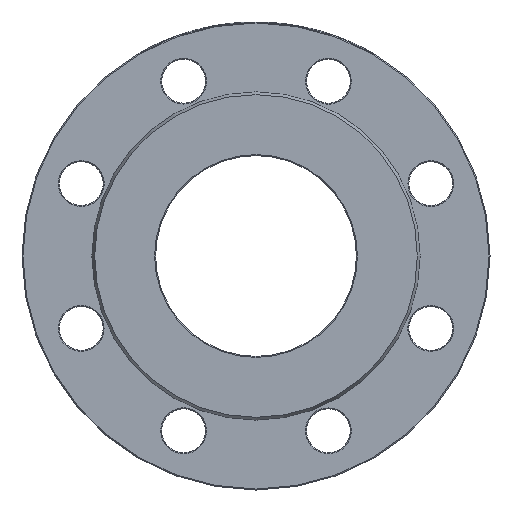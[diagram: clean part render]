
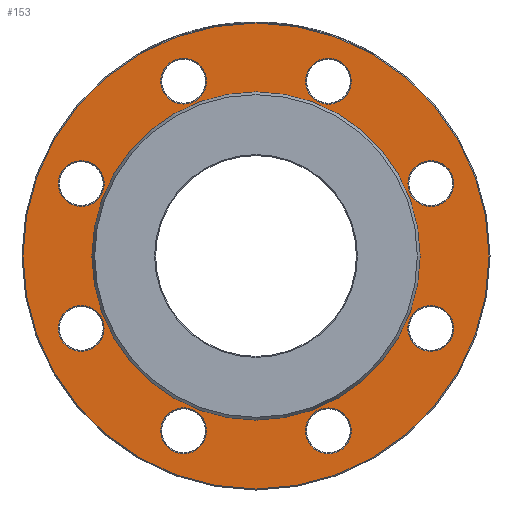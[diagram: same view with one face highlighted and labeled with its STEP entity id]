
A CAD part, left-side view. The second image highlights one B-rep face of the part: STEP entity #153.
In plain terms, the highlighted planar face has unit normal (-1, 0, 0).
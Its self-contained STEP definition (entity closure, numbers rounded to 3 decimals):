
#152 = FACE_BOUND ( 'NONE', #6525, .T. ) ;
#153 = ADVANCED_FACE ( 'NONE', ( #6889, #888, #7571, #2966, #2174, #2340, #1506, #152, #5643, #4857 ), #4197, .F. ) ;
#236 = CIRCLE ( 'NONE', #4731, 11.5 ) ;
#343 = VERTEX_POINT ( 'NONE', #2273 ) ;
#388 = CARTESIAN_POINT ( 'NONE',  ( 3., -47.855, -87.769 ) ) ;
#395 = DIRECTION ( 'NONE',  ( 0., 0.707, 0.707 ) ) ;
#422 = DIRECTION ( 'NONE',  ( 1., 0., 0. ) ) ;
#488 = CARTESIAN_POINT ( 'NONE',  ( 3., -87.769, -36.355 ) ) ;
#489 = EDGE_CURVE ( 'NONE', #2232, #2232, #5147, .T. ) ;
#594 = CIRCLE ( 'NONE', #5093, 11.5 ) ;
#604 = VERTEX_POINT ( 'NONE', #7766 ) ;
#679 = CIRCLE ( 'NONE', #4192, 11.5 ) ;
#740 = DIRECTION ( 'NONE',  ( 1., 0., 0. ) ) ;
#808 = AXIS2_PLACEMENT_3D ( 'NONE', #1186, #6780, #4795 ) ;
#863 = CARTESIAN_POINT ( 'NONE',  ( 3., 0., 82.399 ) ) ;
#888 = FACE_BOUND ( 'NONE', #4589, .T. ) ;
#968 = EDGE_CURVE ( 'NONE', #3604, #3604, #236, .T. ) ;
#1023 = EDGE_LOOP ( 'NONE', ( #7224 ) ) ;
#1100 = DIRECTION ( 'NONE',  ( 0., 0., 1. ) ) ;
#1157 = CARTESIAN_POINT ( 'NONE',  ( 3., -36.355, -87.769 ) ) ;
#1170 = VERTEX_POINT ( 'NONE', #1914 ) ;
#1186 = CARTESIAN_POINT ( 'NONE',  ( 3., 87.769, -36.355 ) ) ;
#1324 = EDGE_LOOP ( 'NONE', ( #2479 ) ) ;
#1340 = AXIS2_PLACEMENT_3D ( 'NONE', #2453, #6461, #3242 ) ;
#1355 = ORIENTED_EDGE ( 'NONE', *, *, #2842, .T. ) ;
#1496 = EDGE_LOOP ( 'NONE', ( #2883 ) ) ;
#1506 = FACE_BOUND ( 'NONE', #1023, .T. ) ;
#1522 = VERTEX_POINT ( 'NONE', #863 ) ;
#1579 = ORIENTED_EDGE ( 'NONE', *, *, #5671, .F. ) ;
#1655 = CARTESIAN_POINT ( 'NONE',  ( 3., -87.769, 47.855 ) ) ;
#1692 = DIRECTION ( 'NONE',  ( 0., 0., 1. ) ) ;
#1914 = CARTESIAN_POINT ( 'NONE',  ( 3., -28.223, 95.9 ) ) ;
#2067 = DIRECTION ( 'NONE',  ( 0., 1., 0. ) ) ;
#2143 = DIRECTION ( 'NONE',  ( 0., -0.707, -0.707 ) ) ;
#2174 = FACE_BOUND ( 'NONE', #4286, .T. ) ;
#2215 = DIRECTION ( 'NONE',  ( 0., 0., -1. ) ) ;
#2224 = CIRCLE ( 'NONE', #808, 11.5 ) ;
#2232 = VERTEX_POINT ( 'NONE', #1655 ) ;
#2273 = CARTESIAN_POINT ( 'NONE',  ( 3., 0., -117. ) ) ;
#2340 = FACE_BOUND ( 'NONE', #1496, .T. ) ;
#2363 = CARTESIAN_POINT ( 'NONE',  ( 3., 0., 0. ) ) ;
#2373 = AXIS2_PLACEMENT_3D ( 'NONE', #2363, #7117, #4440 ) ;
#2378 = ORIENTED_EDGE ( 'NONE', *, *, #5891, .T. ) ;
#2453 = CARTESIAN_POINT ( 'NONE',  ( 3., 87.769, 36.355 ) ) ;
#2479 = ORIENTED_EDGE ( 'NONE', *, *, #3508, .T. ) ;
#2566 = EDGE_LOOP ( 'NONE', ( #2378 ) ) ;
#2793 = CIRCLE ( 'NONE', #4335, 82.399 ) ;
#2842 = EDGE_CURVE ( 'NONE', #8209, #8209, #594, .T. ) ;
#2883 = ORIENTED_EDGE ( 'NONE', *, *, #968, .T. ) ;
#2966 = FACE_BOUND ( 'NONE', #6928, .T. ) ;
#3242 = DIRECTION ( 'NONE',  ( 0., 0.707, -0.707 ) ) ;
#3244 = VERTEX_POINT ( 'NONE', #6594 ) ;
#3508 = EDGE_CURVE ( 'NONE', #343, #343, #8550, .T. ) ;
#3604 = VERTEX_POINT ( 'NONE', #388 ) ;
#3605 = CIRCLE ( 'NONE', #1340, 11.5 ) ;
#3636 = AXIS2_PLACEMENT_3D ( 'NONE', #488, #7213, #8610 ) ;
#3708 = ORIENTED_EDGE ( 'NONE', *, *, #8039, .T. ) ;
#3895 = DIRECTION ( 'NONE',  ( 1., 0., 0. ) ) ;
#3982 = ORIENTED_EDGE ( 'NONE', *, *, #489, .T. ) ;
#4192 = AXIS2_PLACEMENT_3D ( 'NONE', #6904, #8293, #2143 ) ;
#4197 = PLANE ( 'NONE',  #6487 ) ;
#4243 = CARTESIAN_POINT ( 'NONE',  ( 3., 82.399, 0. ) ) ;
#4286 = EDGE_LOOP ( 'NONE', ( #5595 ) ) ;
#4335 = AXIS2_PLACEMENT_3D ( 'NONE', #5203, #5861, #1100 ) ;
#4440 = DIRECTION ( 'NONE',  ( 0., 0., -1. ) ) ;
#4589 = EDGE_LOOP ( 'NONE', ( #1355 ) ) ;
#4731 = AXIS2_PLACEMENT_3D ( 'NONE', #1157, #3895, #6579 ) ;
#4795 = DIRECTION ( 'NONE',  ( 0., 0., -1. ) ) ;
#4857 = FACE_BOUND ( 'NONE', #6674, .T. ) ;
#5052 = CARTESIAN_POINT ( 'NONE',  ( 3., 47.855, 87.769 ) ) ;
#5093 = AXIS2_PLACEMENT_3D ( 'NONE', #8658, #740, #2067 ) ;
#5146 = CARTESIAN_POINT ( 'NONE',  ( 3., -36.355, 87.769 ) ) ;
#5147 = CIRCLE ( 'NONE', #7378, 11.5 ) ;
#5203 = CARTESIAN_POINT ( 'NONE',  ( 3., 0., 0. ) ) ;
#5580 = CARTESIAN_POINT ( 'NONE',  ( 3., -95.9, -28.223 ) ) ;
#5595 = ORIENTED_EDGE ( 'NONE', *, *, #5704, .T. ) ;
#5643 = FACE_OUTER_BOUND ( 'NONE', #1324, .T. ) ;
#5671 = EDGE_CURVE ( 'NONE', #1522, #1522, #2793, .T. ) ;
#5704 = EDGE_CURVE ( 'NONE', #6248, #6248, #7549, .T. ) ;
#5743 = EDGE_CURVE ( 'NONE', #5887, #5887, #2224, .T. ) ;
#5861 = DIRECTION ( 'NONE',  ( -1., 0., 0. ) ) ;
#5887 = VERTEX_POINT ( 'NONE', #8464 ) ;
#5891 = EDGE_CURVE ( 'NONE', #1170, #1170, #8259, .T. ) ;
#5980 = EDGE_CURVE ( 'NONE', #604, #604, #679, .T. ) ;
#6248 = VERTEX_POINT ( 'NONE', #5580 ) ;
#6454 = CARTESIAN_POINT ( 'NONE',  ( 3., -87.769, 36.355 ) ) ;
#6461 = DIRECTION ( 'NONE',  ( 1., 0., 0. ) ) ;
#6487 = AXIS2_PLACEMENT_3D ( 'NONE', #4243, #7613, #2215 ) ;
#6525 = EDGE_LOOP ( 'NONE', ( #8213 ) ) ;
#6579 = DIRECTION ( 'NONE',  ( 0., -1., 0. ) ) ;
#6594 = CARTESIAN_POINT ( 'NONE',  ( 3., 95.9, 28.223 ) ) ;
#6674 = EDGE_LOOP ( 'NONE', ( #1579 ) ) ;
#6780 = DIRECTION ( 'NONE',  ( 1., 0., 0. ) ) ;
#6889 = FACE_BOUND ( 'NONE', #8675, .T. ) ;
#6904 = CARTESIAN_POINT ( 'NONE',  ( 3., 36.355, -87.769 ) ) ;
#6928 = EDGE_LOOP ( 'NONE', ( #3982 ) ) ;
#7117 = DIRECTION ( 'NONE',  ( -1., 0., 0. ) ) ;
#7213 = DIRECTION ( 'NONE',  ( 1., 0., 0. ) ) ;
#7224 = ORIENTED_EDGE ( 'NONE', *, *, #5980, .T. ) ;
#7378 = AXIS2_PLACEMENT_3D ( 'NONE', #6454, #422, #1692 ) ;
#7549 = CIRCLE ( 'NONE', #3636, 11.5 ) ;
#7571 = FACE_BOUND ( 'NONE', #2566, .T. ) ;
#7613 = DIRECTION ( 'NONE',  ( 1., 0., 0. ) ) ;
#7689 = AXIS2_PLACEMENT_3D ( 'NONE', #5146, #7727, #395 ) ;
#7727 = DIRECTION ( 'NONE',  ( 1., 0., 0. ) ) ;
#7766 = CARTESIAN_POINT ( 'NONE',  ( 3., 28.223, -95.9 ) ) ;
#8039 = EDGE_CURVE ( 'NONE', #3244, #3244, #3605, .T. ) ;
#8209 = VERTEX_POINT ( 'NONE', #5052 ) ;
#8213 = ORIENTED_EDGE ( 'NONE', *, *, #5743, .T. ) ;
#8259 = CIRCLE ( 'NONE', #7689, 11.5 ) ;
#8293 = DIRECTION ( 'NONE',  ( 1., 0., 0. ) ) ;
#8464 = CARTESIAN_POINT ( 'NONE',  ( 3., 87.769, -47.855 ) ) ;
#8550 = CIRCLE ( 'NONE', #2373, 117. ) ;
#8610 = DIRECTION ( 'NONE',  ( 0., -0.707, 0.707 ) ) ;
#8658 = CARTESIAN_POINT ( 'NONE',  ( 3., 36.355, 87.769 ) ) ;
#8675 = EDGE_LOOP ( 'NONE', ( #3708 ) ) ;
